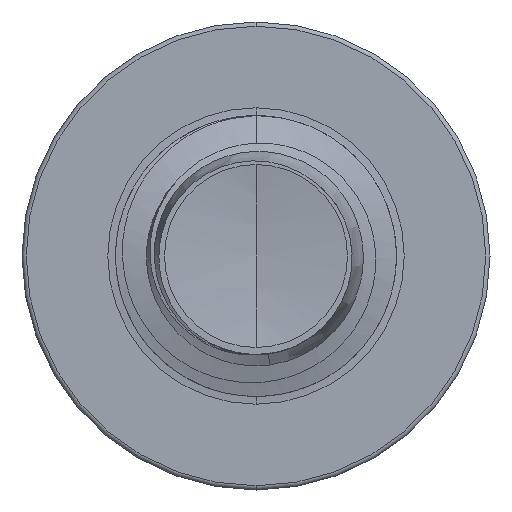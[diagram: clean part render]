
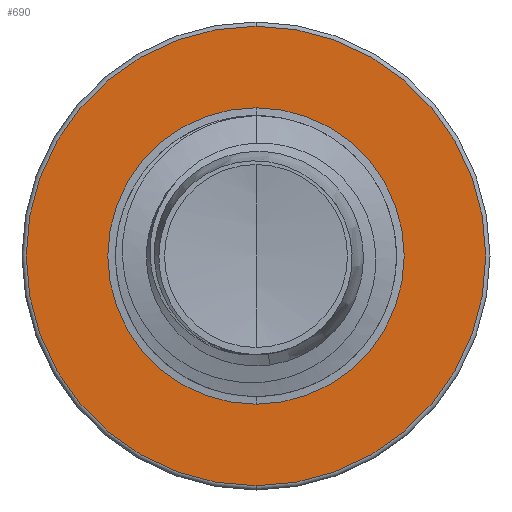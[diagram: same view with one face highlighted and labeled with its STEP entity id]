
A CAD part, front view. The second image highlights one B-rep face of the part: STEP entity #690.
In plain terms, the highlighted planar face has unit normal (0, -1, 0).
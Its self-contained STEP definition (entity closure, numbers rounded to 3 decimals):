
#690 = ADVANCED_FACE ( 'NONE', ( #2521, #5441 ), #5830, .F. ) ;
#1008 = EDGE_LOOP ( 'NONE', ( #9916, #11664 ) ) ;
#1284 = AXIS2_PLACEMENT_3D ( 'NONE', #4915, #11031, #5968 ) ;
#1435 = EDGE_CURVE ( 'NONE', #8158, #7076, #5923, .T. ) ;
#2254 = EDGE_CURVE ( 'NONE', #7076, #8158, #8679, .T. ) ;
#2521 = FACE_OUTER_BOUND ( 'NONE', #1008, .T. ) ;
#2789 = EDGE_CURVE ( 'NONE', #11942, #4694, #7624, .T. ) ;
#2971 = DIRECTION ( 'NONE',  ( 0., 0., 1. ) ) ;
#2972 = DIRECTION ( 'NONE',  ( 0., 1., 0. ) ) ;
#2986 = CARTESIAN_POINT ( 'NONE',  ( 0., 4.5, 0. ) ) ;
#3221 = DIRECTION ( 'NONE',  ( 0., 0., 1. ) ) ;
#3733 = EDGE_LOOP ( 'NONE', ( #6102, #6080 ) ) ;
#4694 = VERTEX_POINT ( 'NONE', #6243 ) ;
#4871 = AXIS2_PLACEMENT_3D ( 'NONE', #8008, #7909, #7775 ) ;
#4915 = CARTESIAN_POINT ( 'NONE',  ( 0., 4.5, 0. ) ) ;
#4953 = AXIS2_PLACEMENT_3D ( 'NONE', #5938, #5810, #5800 ) ;
#5441 = FACE_BOUND ( 'NONE', #3733, .T. ) ;
#5539 = CARTESIAN_POINT ( 'NONE',  ( 0., 4.5, 3.683 ) ) ;
#5800 = DIRECTION ( 'NONE',  ( 0., 0., 1. ) ) ;
#5810 = DIRECTION ( 'NONE',  ( 0., 1., 0. ) ) ;
#5830 = PLANE ( 'NONE',  #4953 ) ;
#5923 = CIRCLE ( 'NONE', #10825, 3.683 ) ;
#5938 = CARTESIAN_POINT ( 'NONE',  ( 0., 4.5, -2.375 ) ) ;
#5968 = DIRECTION ( 'NONE',  ( 0., 0., 1. ) ) ;
#6080 = ORIENTED_EDGE ( 'NONE', *, *, #2789, .T. ) ;
#6102 = ORIENTED_EDGE ( 'NONE', *, *, #9574, .T. ) ;
#6243 = CARTESIAN_POINT ( 'NONE',  ( 0., 4.5, 2.375 ) ) ;
#7076 = VERTEX_POINT ( 'NONE', #5539 ) ;
#7624 = CIRCLE ( 'NONE', #4871, 2.375 ) ;
#7696 = CARTESIAN_POINT ( 'NONE',  ( 0., 4.5, -2.375 ) ) ;
#7775 = DIRECTION ( 'NONE',  ( 0., 0., 1. ) ) ;
#7909 = DIRECTION ( 'NONE',  ( 0., 1., 0. ) ) ;
#8008 = CARTESIAN_POINT ( 'NONE',  ( 0., 4.5, 0. ) ) ;
#8158 = VERTEX_POINT ( 'NONE', #12141 ) ;
#8679 = CIRCLE ( 'NONE', #8802, 3.683 ) ;
#8802 = AXIS2_PLACEMENT_3D ( 'NONE', #12051, #11825, #3221 ) ;
#9574 = EDGE_CURVE ( 'NONE', #4694, #11942, #10103, .T. ) ;
#9916 = ORIENTED_EDGE ( 'NONE', *, *, #2254, .F. ) ;
#10103 = CIRCLE ( 'NONE', #1284, 2.375 ) ;
#10825 = AXIS2_PLACEMENT_3D ( 'NONE', #2986, #2972, #2971 ) ;
#11031 = DIRECTION ( 'NONE',  ( 0., 1., 0. ) ) ;
#11664 = ORIENTED_EDGE ( 'NONE', *, *, #1435, .F. ) ;
#11825 = DIRECTION ( 'NONE',  ( 0., 1., 0. ) ) ;
#11942 = VERTEX_POINT ( 'NONE', #7696 ) ;
#12051 = CARTESIAN_POINT ( 'NONE',  ( 0., 4.5, 0. ) ) ;
#12141 = CARTESIAN_POINT ( 'NONE',  ( 0., 4.5, -3.683 ) ) ;
